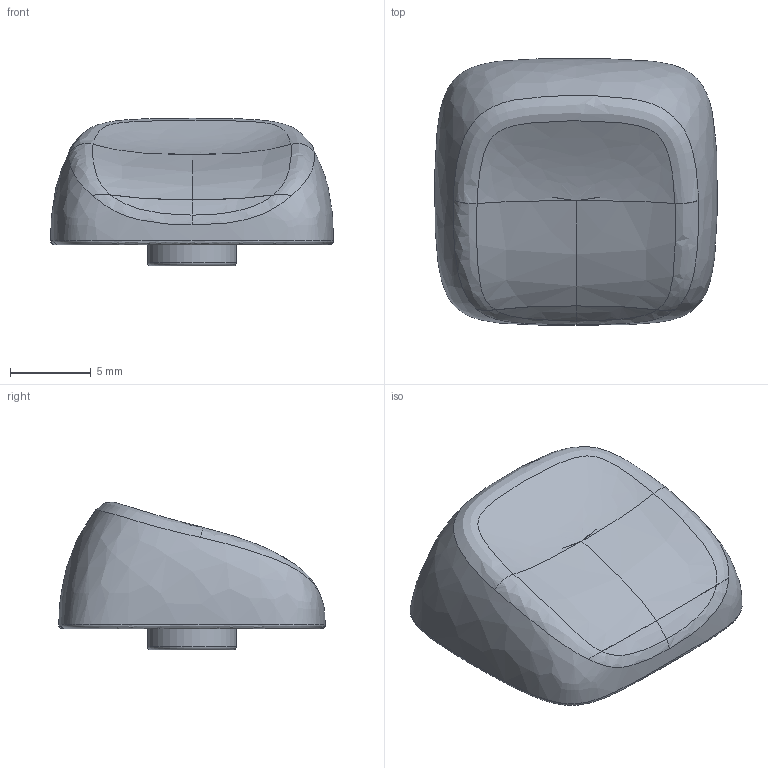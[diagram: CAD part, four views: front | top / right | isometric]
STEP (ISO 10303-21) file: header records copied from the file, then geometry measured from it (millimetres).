
FILE_DESCRIPTION(/* description */ (''),/* implementation_level */ '2;1');
FILE_NAME(/* name */ '[Choc] Saddle Tilted v21.step',/* time_stamp */ '2025-05-10T15:32:31+07:00',/* author */ (''),/* organization */ (''),/* preprocessor_version */ 'ST-DEVELOPER v20.1',/* originating_system */ 'Autodesk Translation Framework v14.4.0.0',/* authorisation */ '');
FILE_SCHEMA (('AUTOMOTIVE_DESIGN { 1 0 10303 214 3 1 1 }'));
Length unit declared in the file: millimetre
Products named in the file (1): [Choc] Saddle Tilted
Bounding box: 17.49 x 16.49 x 9.13 mm (x, y, z)
Volume: 1037.3 mm3; surface area: 962.3 mm2
Topology: 1 solids, 1 shells, 56 faces, 166 edges, 114 vertices
Faces by surface type: bspline 19, plane 18, cylinder 17, torus 2
Full cylindrical faces by diameter (mm): 5.5 x1
Entity records: 5785 total; most frequent: CARTESIAN_POINT 4421, ORIENTED_EDGE 330, DIRECTION 210, EDGE_CURVE 165, VERTEX_POINT 114, AXIS2_PLACEMENT_3D 78, B_SPLINE_CURVE_WITH_KNOTS 67, EDGE_LOOP 59
